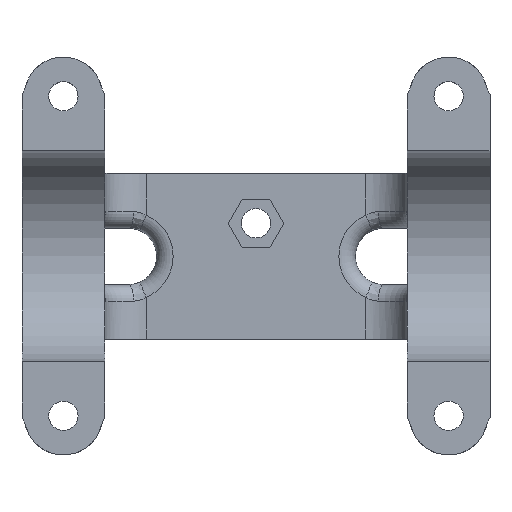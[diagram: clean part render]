
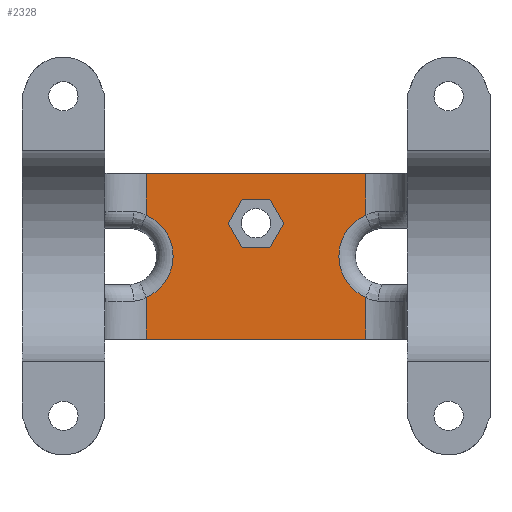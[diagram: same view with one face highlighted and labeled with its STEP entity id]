
A CAD part, top view. The second image highlights one B-rep face of the part: STEP entity #2328.
In plain terms, the highlighted planar face has unit normal (0, 0, 1).
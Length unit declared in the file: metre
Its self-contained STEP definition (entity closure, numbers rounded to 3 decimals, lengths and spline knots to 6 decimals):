
#216=CIRCLE('',#2481,0.006858);
#217=CIRCLE('',#2482,0.006858);
#371=ORIENTED_EDGE('',*,*,#1115,.T.);
#372=ORIENTED_EDGE('',*,*,#1116,.T.);
#373=ORIENTED_EDGE('',*,*,#1117,.T.);
#374=ORIENTED_EDGE('',*,*,#1118,.F.);
#375=ORIENTED_EDGE('',*,*,#1119,.F.);
#376=ORIENTED_EDGE('',*,*,#1120,.F.);
#377=ORIENTED_EDGE('',*,*,#1121,.F.);
#378=ORIENTED_EDGE('',*,*,#1122,.F.);
#379=ORIENTED_EDGE('',*,*,#1123,.T.);
#380=ORIENTED_EDGE('',*,*,#1124,.T.);
#381=ORIENTED_EDGE('',*,*,#1125,.T.);
#382=ORIENTED_EDGE('',*,*,#1126,.T.);
#383=ORIENTED_EDGE('',*,*,#1127,.T.);
#384=ORIENTED_EDGE('',*,*,#1128,.T.);
#1115=EDGE_CURVE('',#1487,#1488,#1724,.T.);
#1116=EDGE_CURVE('',#1488,#1489,#216,.F.);
#1117=EDGE_CURVE('',#1489,#1490,#1725,.T.);
#1118=EDGE_CURVE('',#1491,#1490,#1726,.T.);
#1119=EDGE_CURVE('',#1492,#1491,#1727,.T.);
#1120=EDGE_CURVE('',#1493,#1492,#217,.F.);
#1121=EDGE_CURVE('',#1494,#1493,#1728,.T.);
#1122=EDGE_CURVE('',#1487,#1494,#1729,.T.);
#1123=EDGE_CURVE('',#1495,#1496,#1730,.T.);
#1124=EDGE_CURVE('',#1496,#1497,#1731,.T.);
#1125=EDGE_CURVE('',#1497,#1498,#1732,.T.);
#1126=EDGE_CURVE('',#1498,#1499,#1733,.T.);
#1127=EDGE_CURVE('',#1499,#1500,#1734,.T.);
#1128=EDGE_CURVE('',#1500,#1495,#1735,.T.);
#1487=VERTEX_POINT('',#3412);
#1488=VERTEX_POINT('',#3413);
#1489=VERTEX_POINT('',#3415);
#1490=VERTEX_POINT('',#3417);
#1491=VERTEX_POINT('',#3419);
#1492=VERTEX_POINT('',#3421);
#1493=VERTEX_POINT('',#3423);
#1494=VERTEX_POINT('',#3425);
#1495=VERTEX_POINT('',#3428);
#1496=VERTEX_POINT('',#3429);
#1497=VERTEX_POINT('',#3431);
#1498=VERTEX_POINT('',#3433);
#1499=VERTEX_POINT('',#3435);
#1500=VERTEX_POINT('',#3437);
#1724=LINE('',#3411,#1858);
#1725=LINE('',#3416,#1859);
#1726=LINE('',#3418,#1860);
#1727=LINE('',#3420,#1861);
#1728=LINE('',#3424,#1862);
#1729=LINE('',#3426,#1863);
#1730=LINE('',#3427,#1864);
#1731=LINE('',#3430,#1865);
#1732=LINE('',#3432,#1866);
#1733=LINE('',#3434,#1867);
#1734=LINE('',#3436,#1868);
#1735=LINE('',#3438,#1869);
#1858=VECTOR('',#2754,1.);
#1859=VECTOR('',#2757,1.);
#1860=VECTOR('',#2758,1.);
#1861=VECTOR('',#2759,1.);
#1862=VECTOR('',#2762,1.);
#1863=VECTOR('',#2763,1.);
#1864=VECTOR('',#2764,1.);
#1865=VECTOR('',#2765,1.);
#1866=VECTOR('',#2766,1.);
#1867=VECTOR('',#2767,1.);
#1868=VECTOR('',#2768,1.);
#1869=VECTOR('',#2769,1.);
#1986=EDGE_LOOP('',(#371,#372,#373,#374,#375,#376,#377,#378));
#1987=EDGE_LOOP('',(#379,#380,#381,#382,#383,#384));
#2140=FACE_BOUND('',#1986,.T.);
#2141=FACE_BOUND('',#1987,.T.);
#2293=PLANE('',#2480);
#2328=ADVANCED_FACE('',(#2140,#2141),#2293,.T.);
#2480=AXIS2_PLACEMENT_3D('',#3410,#2752,#2753);
#2481=AXIS2_PLACEMENT_3D('',#3414,#2755,#2756);
#2482=AXIS2_PLACEMENT_3D('',#3422,#2760,#2761);
#2752=DIRECTION('',(0.,0.,1.));
#2753=DIRECTION('',(1.,0.,0.));
#2754=DIRECTION('',(0.,-1.,0.));
#2755=DIRECTION('',(0.,0.,1.));
#2756=DIRECTION('',(1.,0.,0.));
#2757=DIRECTION('',(0.,-1.,0.));
#2758=DIRECTION('',(-1.,0.,0.));
#2759=DIRECTION('',(0.,-1.,0.));
#2760=DIRECTION('',(0.,0.,-1.));
#2761=DIRECTION('',(-1.,0.,0.));
#2762=DIRECTION('',(0.,-1.,0.));
#2763=DIRECTION('',(1.,0.,0.));
#2764=DIRECTION('',(1.,0.,0.));
#2765=DIRECTION('',(0.5,-0.866,0.));
#2766=DIRECTION('',(-0.5,-0.866,0.));
#2767=DIRECTION('',(-1.,0.,0.));
#2768=DIRECTION('',(-0.5,0.866,0.));
#2769=DIRECTION('',(0.5,0.866,0.));
#3410=CARTESIAN_POINT('',(-0.011589,0.012702,-0.031115));
#3411=CARTESIAN_POINT('',(-0.016828,0.012702,-0.031115));
#3412=CARTESIAN_POINT('',(-0.016828,0.0127,-0.031115));
#3413=CARTESIAN_POINT('',(-0.016828,0.006291,-0.031115));
#3414=CARTESIAN_POINT('',(-0.019558,0.,-0.031115));
#3415=CARTESIAN_POINT('',(-0.016828,-0.006291,-0.031115));
#3416=CARTESIAN_POINT('',(-0.016828,0.012702,-0.031115));
#3417=CARTESIAN_POINT('',(-0.016828,-0.0127,-0.031115));
#3418=CARTESIAN_POINT('',(-0.011589,-0.0127,-0.031115));
#3419=CARTESIAN_POINT('',(0.016828,-0.0127,-0.031115));
#3420=CARTESIAN_POINT('',(0.016828,0.012702,-0.031115));
#3421=CARTESIAN_POINT('',(0.016828,-0.006291,-0.031115));
#3422=CARTESIAN_POINT('',(0.019558,0.,-0.031115));
#3423=CARTESIAN_POINT('',(0.016828,0.006291,-0.031115));
#3424=CARTESIAN_POINT('',(0.016828,0.012702,-0.031115));
#3425=CARTESIAN_POINT('',(0.016828,0.0127,-0.031115));
#3426=CARTESIAN_POINT('',(-0.011589,0.0127,-0.031115));
#3427=CARTESIAN_POINT('',(-0.011589,0.00878,-0.031115));
#3428=CARTESIAN_POINT('',(-0.002136,0.00878,-0.031115));
#3429=CARTESIAN_POINT('',(0.002136,0.00878,-0.031115));
#3430=CARTESIAN_POINT('',(-0.002993,0.017665,-0.031115));
#3431=CARTESIAN_POINT('',(0.004272,0.00508,-0.031115));
#3432=CARTESIAN_POINT('',(0.003608,0.003928,-0.031115));
#3433=CARTESIAN_POINT('',(0.002136,0.00138,-0.031115));
#3434=CARTESIAN_POINT('',(-0.011589,0.00138,-0.031115));
#3435=CARTESIAN_POINT('',(-0.002136,0.00138,-0.031115));
#3436=CARTESIAN_POINT('',(-0.009402,0.013965,-0.031115));
#3437=CARTESIAN_POINT('',(-0.004272,0.00508,-0.031115));
#3438=CARTESIAN_POINT('',(-0.002801,0.007628,-0.031115));
